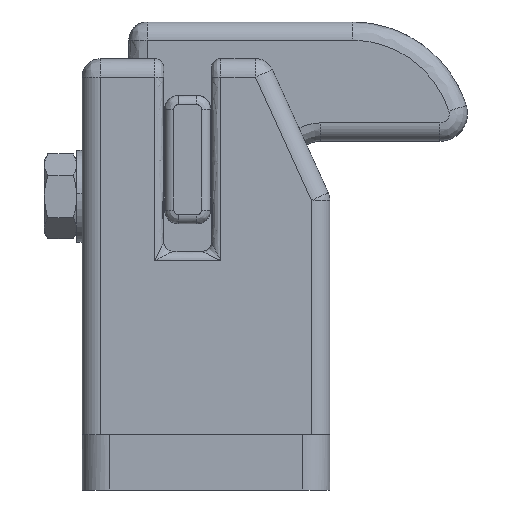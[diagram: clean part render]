
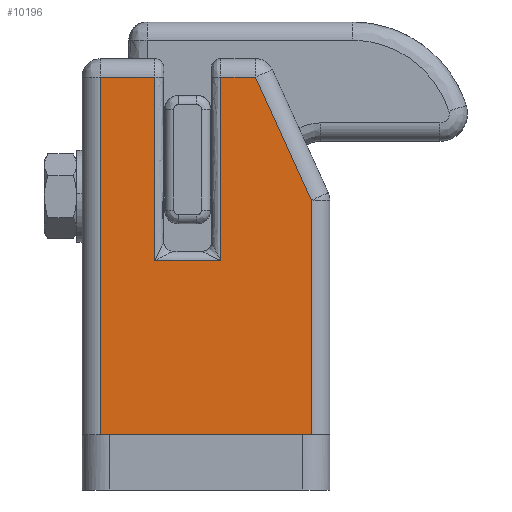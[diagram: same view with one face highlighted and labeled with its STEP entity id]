
A CAD part, left-side view. The second image highlights one B-rep face of the part: STEP entity #10196.
In plain terms, the highlighted free-form (B-spline) face has degree [1, 1] with [2, 2] control points.
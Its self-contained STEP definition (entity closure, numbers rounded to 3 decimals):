
#5643=CARTESIAN_POINT('',(-11.,-10.,31.567));
#5644=VERTEX_POINT('',#5643);
#6999=CARTESIAN_POINT('',(-11.,-0.1,25.));
#7000=VERTEX_POINT('',#6999);
#7128=CARTESIAN_POINT('',(-11.,7.1,25.));
#7129=VERTEX_POINT('',#7128);
#7519=CARTESIAN_POINT('',(-11.,-0.1,25.));
#7520=CARTESIAN_POINT('',(-11.,7.1,25.));
#7521=QUASI_UNIFORM_CURVE('',1,(#7519,#7520),.UNSPECIFIED.,.F.,.U.);
#7522=EDGE_CURVE('',#7000,#7129,#7521,.T.);
#7550=CARTESIAN_POINT('',(-11.,-0.1,45.));
#7551=VERTEX_POINT('',#7550);
#7552=CARTESIAN_POINT('',(-11.,-0.1,45.));
#7553=CARTESIAN_POINT('',(-11.,-0.1,25.));
#7554=QUASI_UNIFORM_CURVE('',1,(#7552,#7553),.UNSPECIFIED.,.F.,.U.);
#7555=EDGE_CURVE('',#7551,#7000,#7554,.T.);
#7696=CARTESIAN_POINT('',(-11.,7.1,45.));
#7697=VERTEX_POINT('',#7696);
#7777=CARTESIAN_POINT('',(-11.,7.1,25.));
#7778=CARTESIAN_POINT('',(-11.,7.1,45.));
#7779=QUASI_UNIFORM_CURVE('',1,(#7777,#7778),.UNSPECIFIED.,.F.,.U.);
#7780=EDGE_CURVE('',#7129,#7697,#7779,.T.);
#8348=CARTESIAN_POINT('',(-11.,13.,45.));
#8349=VERTEX_POINT('',#8348);
#8507=CARTESIAN_POINT('',(-11.,-3.898,45.));
#8508=VERTEX_POINT('',#8507);
#8606=CARTESIAN_POINT('',(-11.,-3.898,45.));
#8607=CARTESIAN_POINT('',(-11.,-0.1,45.));
#8608=QUASI_UNIFORM_CURVE('',1,(#8606,#8607),.UNSPECIFIED.,.F.,.U.);
#8609=EDGE_CURVE('',#8508,#7551,#8608,.T.);
#8629=CARTESIAN_POINT('',(-11.,-10.,31.567));
#8630=CARTESIAN_POINT('',(-11.,-3.898,45.));
#8631=QUASI_UNIFORM_CURVE('',1,(#8629,#8630),.UNSPECIFIED.,.F.,.U.);
#8632=EDGE_CURVE('',#5644,#8508,#8631,.T.);
#8658=CARTESIAN_POINT('',(-11.,7.1,45.));
#8659=CARTESIAN_POINT('',(-11.,13.,45.));
#8660=QUASI_UNIFORM_CURVE('',1,(#8658,#8659),.UNSPECIFIED.,.F.,.U.);
#8661=EDGE_CURVE('',#7697,#8349,#8660,.T.);
#8782=CARTESIAN_POINT('',(-11.,-10.,6.));
#8783=VERTEX_POINT('',#8782);
#8784=CARTESIAN_POINT('',(-11.,-10.,6.));
#8785=CARTESIAN_POINT('',(-11.,-10.,31.567));
#8786=QUASI_UNIFORM_CURVE('',1,(#8784,#8785),.UNSPECIFIED.,.F.,.U.);
#8787=EDGE_CURVE('',#8783,#5644,#8786,.T.);
#8911=CARTESIAN_POINT('',(-11.,13.,6.));
#8912=VERTEX_POINT('',#8911);
#8913=CARTESIAN_POINT('',(-11.,13.,45.));
#8914=CARTESIAN_POINT('',(-11.,13.,6.));
#8915=QUASI_UNIFORM_CURVE('',1,(#8913,#8914),.UNSPECIFIED.,.F.,.U.);
#8916=EDGE_CURVE('',#8349,#8912,#8915,.T.);
#10092=CARTESIAN_POINT('',(-11.,13.,6.));
#10093=CARTESIAN_POINT('',(-11.,-10.,6.));
#10094=QUASI_UNIFORM_CURVE('',1,(#10092,#10093),.UNSPECIFIED.,.F.,.U.);
#10095=EDGE_CURVE('',#8912,#8783,#10094,.T.);
#10180=CARTESIAN_POINT('',(-11.,-11.149,46.948));
#10181=CARTESIAN_POINT('',(-11.,-11.149,4.052));
#10182=CARTESIAN_POINT('',(-11.,14.149,46.948));
#10183=CARTESIAN_POINT('',(-11.,14.149,4.052));
#10184=B_SPLINE_SURFACE_WITH_KNOTS('',1,1,((#10180,#10182),(#10181,#10183)),.UNSPECIFIED.,.F.,.F.,.U.,(2,2),(2,2),(0.0,42.896),(0.0,25.298),.UNSPECIFIED.);
#10185=ORIENTED_EDGE('',*,*,#7522,.T.);
#10186=ORIENTED_EDGE('',*,*,#7780,.T.);
#10187=ORIENTED_EDGE('',*,*,#8661,.T.);
#10188=ORIENTED_EDGE('',*,*,#8916,.T.);
#10189=ORIENTED_EDGE('',*,*,#10095,.T.);
#10190=ORIENTED_EDGE('',*,*,#8787,.T.);
#10191=ORIENTED_EDGE('',*,*,#8632,.T.);
#10192=ORIENTED_EDGE('',*,*,#8609,.T.);
#10193=ORIENTED_EDGE('',*,*,#7555,.T.);
#10194=EDGE_LOOP('',(#10185,#10186,#10187,#10188,#10189,#10190,#10191,#10192,#10193));
#10195=FACE_OUTER_BOUND('',#10194,.T.);
#10196=ADVANCED_FACE('',(#10195),#10184,.F.);
